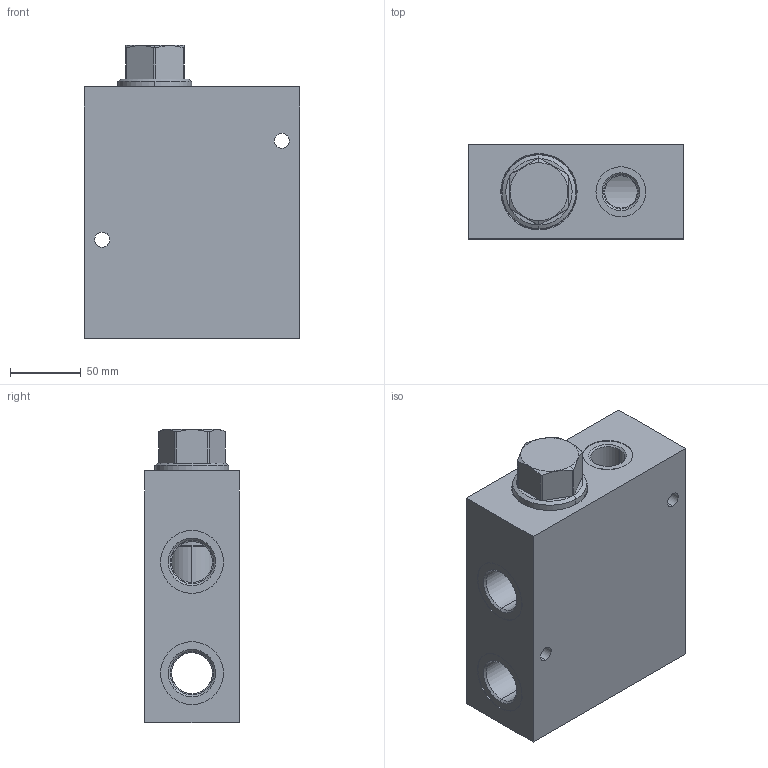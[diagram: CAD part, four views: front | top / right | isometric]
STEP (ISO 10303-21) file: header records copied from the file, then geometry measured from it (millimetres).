
FILE_DESCRIPTION((''),'2;1');
FILE_NAME('W2V_ASM','2022-04-27T',('ProEService'),(''),'PRO/ENGINEER BY PARAMETRIC TECHNOLOGY CORPORATION, 2014200','PRO/ENGINEER BY PARAMETRIC TECHNOLOGY CORPORATION, 2014200','');
FILE_SCHEMA(('CONFIG_CONTROL_DESIGN'));
Length unit declared in the file: inch
Products named in the file (3): 154-293-008; LRJCXHN; W2V_ASM
Assembly tree (2 placements, depth 2):
  W2V_ASM
    154-293-008
    LRJCXHN
Bounding box: 152.4 x 66.67 x 207.14 mm (x, y, z)
Volume: 1524423.1 mm3; surface area: 174165.2 mm2
Topology: 5 solids, 5 shells, 225 faces, 734 edges, 623 vertices
Faces by surface type: cylinder 92, cone 57, plane 40, torus 24, revolution 12
Entity records: 9040 total; most frequent: CARTESIAN_POINT 2587, DIRECTION 1415, ORIENTED_EDGE 1036, EDGE_CURVE 518, AXIS2_PLACEMENT_3D 505, VECTOR 393, LINE 393, VERTEX_POINT 315
